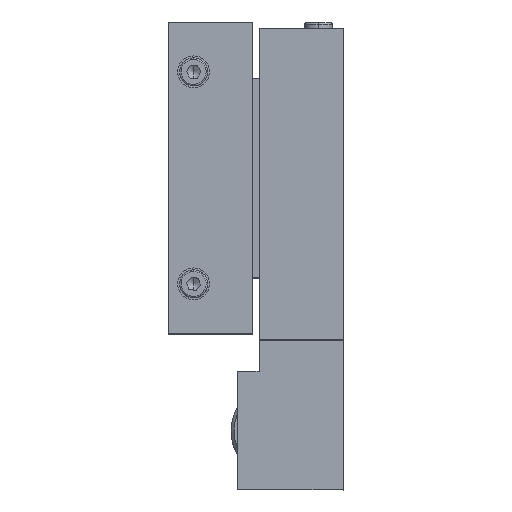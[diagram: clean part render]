
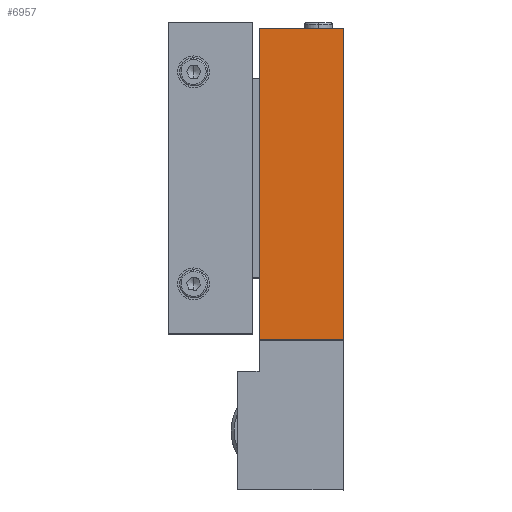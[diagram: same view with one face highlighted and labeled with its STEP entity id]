
A CAD part, top view. The second image highlights one B-rep face of the part: STEP entity #6957.
In plain terms, the highlighted planar face has unit normal (0, 0, 1).
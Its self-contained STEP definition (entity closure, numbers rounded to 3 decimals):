
#68 = CARTESIAN_POINT ( 'NONE',  ( 34.157, -84.231, -38.998 ) ) ;
#70 = PLANE ( 'NONE',  #21668 ) ;
#72 = DIRECTION ( 'NONE',  ( 0., 0., 1. ) ) ;
#73 = DIRECTION ( 'NONE',  ( 0., -1., 0. ) ) ;
#236 = FACE_OUTER_BOUND ( 'NONE', #14032, .T. ) ;
#3622 = LINE ( 'NONE', #9424, #3627 ) ;
#3627 = VECTOR ( 'NONE', #9431, 1000. ) ;
#3665 = LINE ( 'NONE', #9502, #3668 ) ;
#3668 = VECTOR ( 'NONE', #9503, 1000. ) ;
#3669 = LINE ( 'NONE', #9506, #3672 ) ;
#3671 = LINE ( 'NONE', #9508, #3674 ) ;
#3672 = VECTOR ( 'NONE', #9507, 1000. ) ;
#3674 = VECTOR ( 'NONE', #9509, 1000. ) ;
#5937 = VERTEX_POINT ( 'NONE', #6451 ) ;
#5948 = VERTEX_POINT ( 'NONE', #6462 ) ;
#5949 = VERTEX_POINT ( 'NONE', #6463 ) ;
#5953 = VERTEX_POINT ( 'NONE', #6467 ) ;
#6451 = CARTESIAN_POINT ( 'NONE',  ( 34.157, -38.231, -38.998 ) ) ;
#6462 = CARTESIAN_POINT ( 'NONE',  ( 47.657, -38.231, -38.998 ) ) ;
#6463 = CARTESIAN_POINT ( 'NONE',  ( 34.157, -88.231, -38.998 ) ) ;
#6467 = CARTESIAN_POINT ( 'NONE',  ( 47.657, -88.231, -38.998 ) ) ;
#6957 = ADVANCED_FACE ( 'NONE', ( #236 ), #70, .T. ) ;
#9424 = CARTESIAN_POINT ( 'NONE',  ( 34.157, -84.231, -38.998 ) ) ;
#9431 = DIRECTION ( 'NONE',  ( 0., -1., 0. ) ) ;
#9502 = CARTESIAN_POINT ( 'NONE',  ( 34.157, -38.231, -38.998 ) ) ;
#9503 = DIRECTION ( 'NONE',  ( -1., 0., 0. ) ) ;
#9506 = CARTESIAN_POINT ( 'NONE',  ( 47.657, -112.231, -38.998 ) ) ;
#9507 = DIRECTION ( 'NONE',  ( 0., -1., 0. ) ) ;
#9508 = CARTESIAN_POINT ( 'NONE',  ( 41.465, -88.231, -38.998 ) ) ;
#9509 = DIRECTION ( 'NONE',  ( -1., 0., 0. ) ) ;
#14032 = EDGE_LOOP ( 'NONE', ( #17419, #17885, #18031, #17587 ) ) ;
#17419 = ORIENTED_EDGE ( 'NONE', *, *, #19740, .F. ) ;
#17587 = ORIENTED_EDGE ( 'NONE', *, *, #19741, .F. ) ;
#17885 = ORIENTED_EDGE ( 'NONE', *, *, #19738, .T. ) ;
#18031 = ORIENTED_EDGE ( 'NONE', *, *, #19709, .T. ) ;
#19709 = EDGE_CURVE ( 'NONE', #5937, #5949, #3622, .T. ) ;
#19738 = EDGE_CURVE ( 'NONE', #5948, #5937, #3665, .T. ) ;
#19740 = EDGE_CURVE ( 'NONE', #5948, #5953, #3669, .T. ) ;
#19741 = EDGE_CURVE ( 'NONE', #5953, #5949, #3671, .T. ) ;
#21668 = AXIS2_PLACEMENT_3D ( 'NONE', #68, #72, #73 ) ;
